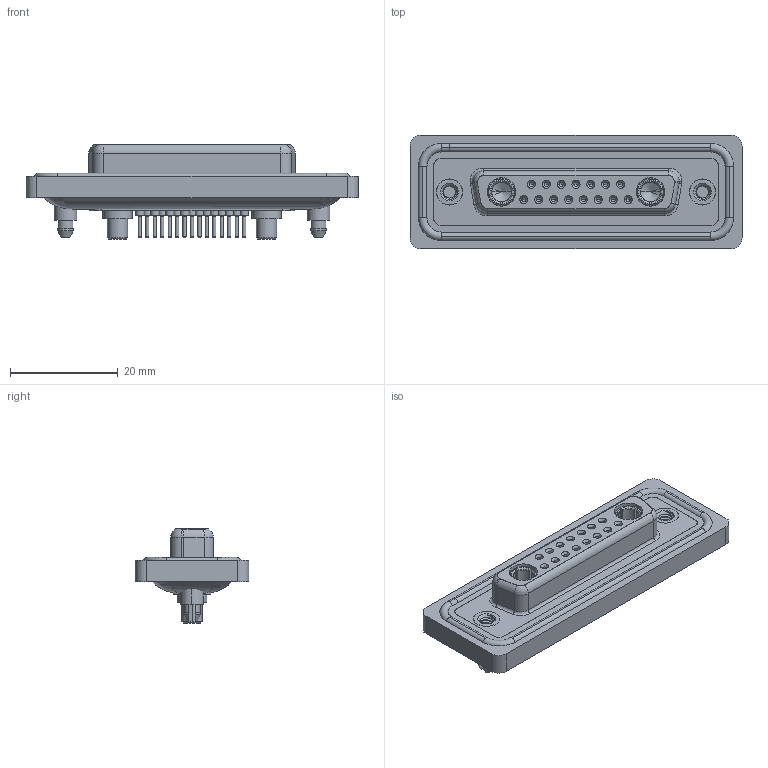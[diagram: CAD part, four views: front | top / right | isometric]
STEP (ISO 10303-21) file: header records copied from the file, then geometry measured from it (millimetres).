
FILE_DESCRIPTION (( 'STEP AP203' ), '1' );
FILE_NAME ('628W17W2124-4N5.STEP', '2024-04-09T21:10:42', ( '' ), ( '' ), 'SwSTEP 2.0', 'SolidWorks 2023', '' );
FILE_SCHEMA (( 'CONFIG_CONTROL_DESIGN' ));
Length unit declared in the file: millimetre
Products named in the file (9): 628Combo Contact Row 1_24; 628Combo Contact Row 2_24; 628Combo Waterproof Housing_25 Contacts; 628Combo Shell Front_25 Contacts; 628Combo Threaded Boardlock_5; Power Socket_40A S; 628Combo Housing_17W2; 628W17W2124-4N5; 628Combo Shell Rear_25 Contacts
Assembly tree (23 placements, depth 2):
  628W17W2124-4N5
    628Combo Housing_17W2
    628Combo Waterproof Housing_25 Contacts
    628Combo Shell Front_25 Contacts
    628Combo Shell Rear_25 Contacts
    628Combo Threaded Boardlock_5  x2
    628Combo Contact Row 1_24  x7
    628Combo Contact Row 2_24  x8
    Power Socket_40A S  x2
Bounding box: 61.75 x 21.1 x 17.55 mm (x, y, z)
Volume: 8494.6 mm3; surface area: 14210 mm2
Topology: 26 solids, 26 shells, 1409 faces, 3379 edges, 2101 vertices
Faces by surface type: cylinder 551, plane 404, torus 289, cone 153, bspline 12
Entity records: 25167 total; most frequent: CARTESIAN_POINT 6150, DIRECTION 3983, ORIENTED_EDGE 3520, EDGE_CURVE 1760, AXIS2_PLACEMENT_3D 1643, VERTEX_POINT 1120, CIRCLE 889, EDGE_LOOP 860
